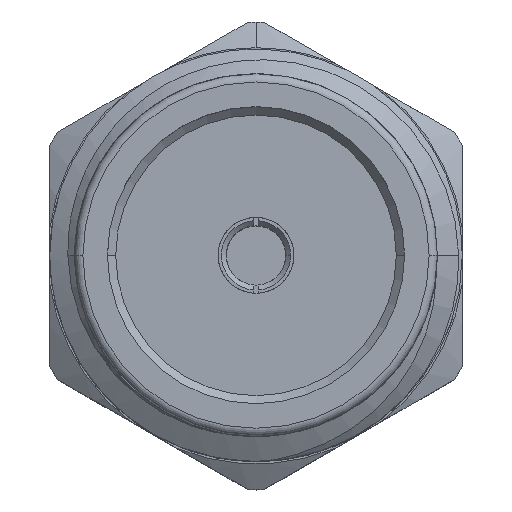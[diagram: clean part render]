
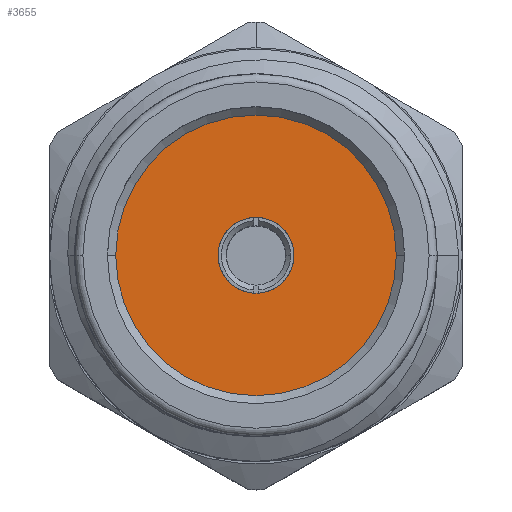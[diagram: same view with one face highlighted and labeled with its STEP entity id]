
A CAD part, top view. The second image highlights one B-rep face of the part: STEP entity #3655.
In plain terms, the highlighted face is planar.
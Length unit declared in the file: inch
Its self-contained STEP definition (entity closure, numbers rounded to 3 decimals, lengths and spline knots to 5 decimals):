
#30 = DIRECTION ( 'NONE',  ( 0., 0., 1. ) ) ;
#47 = DIRECTION ( 'NONE',  ( -1., 0., 0. ) ) ;
#238 = EDGE_CURVE ( 'NONE', #1969, #2047, #3422, .T. ) ;
#247 = CARTESIAN_POINT ( 'NONE',  ( 0.075, 0., 0. ) ) ;
#265 = EDGE_LOOP ( 'NONE', ( #2123, #1773 ) ) ;
#358 = CARTESIAN_POINT ( 'NONE',  ( 0.075, 0., 0.023 ) ) ;
#581 = CARTESIAN_POINT ( 'NONE',  ( 0.075, 0., -0.085 ) ) ;
#583 = DIRECTION ( 'NONE',  ( 0., 0., 1. ) ) ;
#729 = DIRECTION ( 'NONE',  ( 0., 0., 1. ) ) ;
#799 = AXIS2_PLACEMENT_3D ( 'NONE', #3469, #1009, #729 ) ;
#1000 = CARTESIAN_POINT ( 'NONE',  ( 0.075, 0., 0. ) ) ;
#1009 = DIRECTION ( 'NONE',  ( -1., 0., 0. ) ) ;
#1099 = VERTEX_POINT ( 'NONE', #581 ) ;
#1233 = ORIENTED_EDGE ( 'NONE', *, *, #2533, .T. ) ;
#1287 = CARTESIAN_POINT ( 'NONE',  ( 0.075, 0., -0.023 ) ) ;
#1604 = CIRCLE ( 'NONE', #3828, 0.085 ) ;
#1611 = CARTESIAN_POINT ( 'NONE',  ( 0.075, 0., 0. ) ) ;
#1612 = DIRECTION ( 'NONE',  ( -1., 0., 0. ) ) ;
#1773 = ORIENTED_EDGE ( 'NONE', *, *, #238, .F. ) ;
#1930 = PLANE ( 'NONE',  #3186 ) ;
#1969 = VERTEX_POINT ( 'NONE', #1287 ) ;
#1984 = CARTESIAN_POINT ( 'NONE',  ( 0.075, 0., 0. ) ) ;
#2022 = EDGE_CURVE ( 'NONE', #2047, #1969, #3247, .T. ) ;
#2047 = VERTEX_POINT ( 'NONE', #358 ) ;
#2123 = ORIENTED_EDGE ( 'NONE', *, *, #2022, .F. ) ;
#2344 = VERTEX_POINT ( 'NONE', #2592 ) ;
#2362 = DIRECTION ( 'NONE',  ( -1., 0., 0. ) ) ;
#2407 = EDGE_CURVE ( 'NONE', #1099, #2344, #3772, .T. ) ;
#2476 = DIRECTION ( 'NONE',  ( 0., 0., 1. ) ) ;
#2481 = AXIS2_PLACEMENT_3D ( 'NONE', #1611, #47, #2476 ) ;
#2495 = ORIENTED_EDGE ( 'NONE', *, *, #2407, .T. ) ;
#2533 = EDGE_CURVE ( 'NONE', #2344, #1099, #1604, .T. ) ;
#2573 = DIRECTION ( 'NONE',  ( 0., 0., 1. ) ) ;
#2592 = CARTESIAN_POINT ( 'NONE',  ( 0.075, 0., 0.085 ) ) ;
#2609 = AXIS2_PLACEMENT_3D ( 'NONE', #247, #2362, #583 ) ;
#2955 = DIRECTION ( 'NONE',  ( -1., 0., 0. ) ) ;
#3097 = FACE_BOUND ( 'NONE', #265, .T. ) ;
#3117 = FACE_OUTER_BOUND ( 'NONE', #3304, .T. ) ;
#3186 = AXIS2_PLACEMENT_3D ( 'NONE', #1984, #2955, #2573 ) ;
#3247 = CIRCLE ( 'NONE', #2481, 0.023 ) ;
#3304 = EDGE_LOOP ( 'NONE', ( #1233, #2495 ) ) ;
#3422 = CIRCLE ( 'NONE', #799, 0.023 ) ;
#3469 = CARTESIAN_POINT ( 'NONE',  ( 0.075, 0., 0. ) ) ;
#3655 = ADVANCED_FACE ( 'NONE', ( #3097, #3117 ), #1930, .T. ) ;
#3772 = CIRCLE ( 'NONE', #2609, 0.085 ) ;
#3828 = AXIS2_PLACEMENT_3D ( 'NONE', #1000, #1612, #30 ) ;
